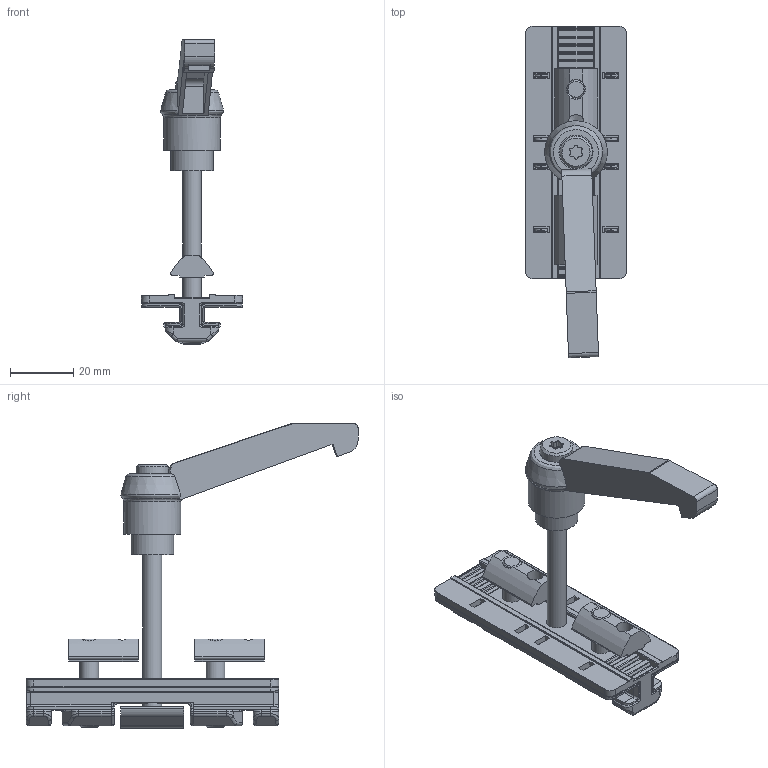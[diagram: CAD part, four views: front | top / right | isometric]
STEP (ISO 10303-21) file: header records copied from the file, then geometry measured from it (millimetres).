
FILE_DESCRIPTION (( 'STEP AP214' ), '1' );
FILE_NAME ('093PS0840FS01.STEP', '2014-10-24T14:03:57', ( 'Admin' ), ( 'Hewlett-Packard Company' ), 'SwSTEP 2.0', 'SolidWorks 2014', '' );
FILE_SCHEMA (( 'AUTOMOTIVE_DESIGN' ));
Length unit declared in the file: millimetre
Products named in the file (8): 096026_096 026; 4iso3601d0515; 041LL065K91M0655M; 4iso7380m0625m_4 iso 7380 m06 25 m; 096110s01_096110s02; 093PS0840FR02_Standard; 093PS0840FR01_Standard; 093PS0840FS01
Assembly tree (11 placements, depth 2):
  093PS0840FS01
    093PS0840FR01_Standard
    093PS0840FR02_Standard  x2
    096110s01_096110s02
    4iso7380m0625m_4 iso 7380 m06 25 m  x2
    041LL065K91M0655M
    4iso3601d0515  x2
    096026_096 026  x2
Bounding box: 32 x 105.13 x 96.5 mm (x, y, z)
Volume: 29982.8 mm3; surface area: 28307.1 mm2
Topology: 11 solids, 12 shells, 704 faces, 1818 edges, 1122 vertices
Faces by surface type: plane 298, cylinder 277, torus 56, bspline 32, cone 21, sphere 20
Full cylindrical faces by diameter (mm): 5 x5, 6 x3, 6.3 x3, 6.75 x1, 8.1 x1, 9.45 x1, 10.26 x1, 10.8 x1, 13.5 x1, 18 x1
Entity records: 20196 total; most frequent: CARTESIAN_POINT 4618, DIRECTION 3061, ORIENTED_EDGE 3026, EDGE_CURVE 1513, AXIS2_PLACEMENT_3D 1107, VERTEX_POINT 953, LINE 847, VECTOR 847
